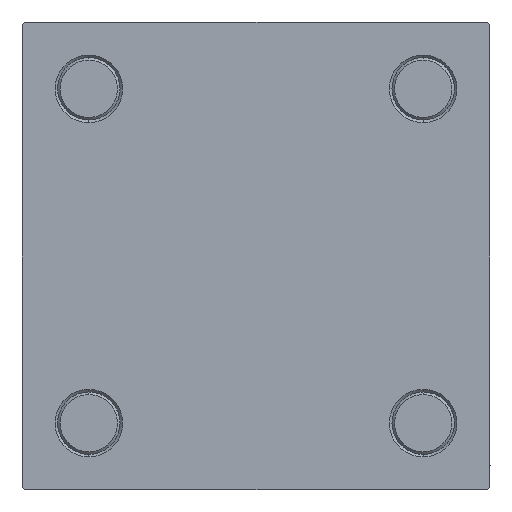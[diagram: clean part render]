
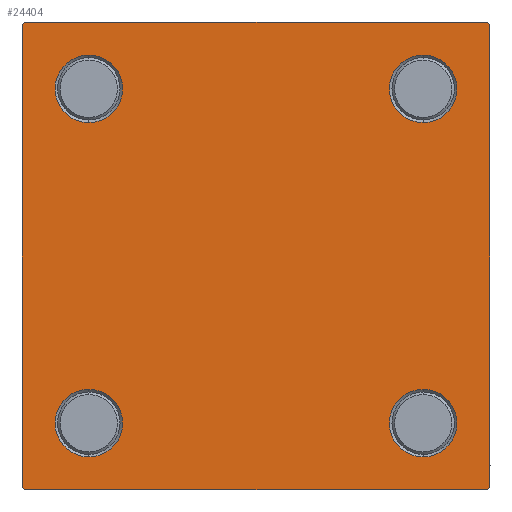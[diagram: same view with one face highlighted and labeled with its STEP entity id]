
A CAD part, left-side view. The second image highlights one B-rep face of the part: STEP entity #24404.
In plain terms, the highlighted planar face has unit normal (-1, 0, 0).
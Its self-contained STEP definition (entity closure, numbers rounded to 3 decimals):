
#83 = LINE ( 'NONE', #45333, #3336 ) ;
#903 = VERTEX_POINT ( 'NONE', #38705 ) ;
#1120 = CARTESIAN_POINT ( 'NONE',  ( 0., -44.5, 45. ) ) ;
#1185 = LINE ( 'NONE', #11558, #24676 ) ;
#2202 = DIRECTION ( 'NONE',  ( 0., 0., 1. ) ) ;
#2566 = DIRECTION ( 'NONE',  ( 1., 0., 0. ) ) ;
#3336 = VECTOR ( 'NONE', #10904, 1000. ) ;
#3337 = VERTEX_POINT ( 'NONE', #38591 ) ;
#3615 = VERTEX_POINT ( 'NONE', #39963 ) ;
#3757 = EDGE_CURVE ( 'NONE', #34649, #17782, #38875, .T. ) ;
#4050 = ORIENTED_EDGE ( 'NONE', *, *, #32967, .T. ) ;
#4168 = FACE_BOUND ( 'NONE', #35079, .T. ) ;
#4479 = CARTESIAN_POINT ( 'NONE',  ( 0., 45., 45. ) ) ;
#4899 = EDGE_CURVE ( 'NONE', #3615, #3337, #30611, .T. ) ;
#5435 = AXIS2_PLACEMENT_3D ( 'NONE', #16694, #12689, #43346 ) ;
#6390 = EDGE_CURVE ( 'NONE', #3337, #42692, #8349, .T. ) ;
#6733 = DIRECTION ( 'NONE',  ( 0., 0., 1. ) ) ;
#6896 = EDGE_CURVE ( 'NONE', #28779, #38180, #6903, .T. ) ;
#6903 = CIRCLE ( 'NONE', #27768, 6.5 ) ;
#7182 = CARTESIAN_POINT ( 'NONE',  ( 0., 32.15, -32.15 ) ) ;
#7480 = CARTESIAN_POINT ( 'NONE',  ( 0., -32.15, 32.15 ) ) ;
#7936 = FACE_BOUND ( 'NONE', #30150, .T. ) ;
#8135 = CARTESIAN_POINT ( 'NONE',  ( 0., 44.5, 45. ) ) ;
#8349 = LINE ( 'NONE', #24416, #18902 ) ;
#8439 = FACE_BOUND ( 'NONE', #36924, .T. ) ;
#8993 = LINE ( 'NONE', #4479, #9554 ) ;
#9149 = AXIS2_PLACEMENT_3D ( 'NONE', #48713, #49449, #6733 ) ;
#9554 = VECTOR ( 'NONE', #31847, 1000. ) ;
#9748 = DIRECTION ( 'NONE',  ( 0., -0.707, -0.707 ) ) ;
#9752 = CARTESIAN_POINT ( 'NONE',  ( 0., 32.15, 32.15 ) ) ;
#9864 = CIRCLE ( 'NONE', #19490, 6.5 ) ;
#10311 = CARTESIAN_POINT ( 'NONE',  ( 0., -32.15, -25.65 ) ) ;
#10559 = CARTESIAN_POINT ( 'NONE',  ( 0., -45., -44.5 ) ) ;
#10904 = DIRECTION ( 'NONE',  ( 0., 0.707, -0.707 ) ) ;
#11558 = CARTESIAN_POINT ( 'NONE',  ( 0., -44.75, 44.75 ) ) ;
#12058 = ORIENTED_EDGE ( 'NONE', *, *, #40798, .T. ) ;
#12689 = DIRECTION ( 'NONE',  ( 1., 0., 0. ) ) ;
#13687 = CARTESIAN_POINT ( 'NONE',  ( 0., -32.15, -38.65 ) ) ;
#14764 = DIRECTION ( 'NONE',  ( 0., 0., 1. ) ) ;
#14847 = VECTOR ( 'NONE', #49241, 1000. ) ;
#15718 = CARTESIAN_POINT ( 'NONE',  ( 0., 45., 44.5 ) ) ;
#16123 = VECTOR ( 'NONE', #9748, 1000. ) ;
#16565 = CIRCLE ( 'NONE', #33437, 6.5 ) ;
#16694 = CARTESIAN_POINT ( 'NONE',  ( 0., -32.15, -32.15 ) ) ;
#17603 = AXIS2_PLACEMENT_3D ( 'NONE', #27517, #19481, #34801 ) ;
#17782 = VERTEX_POINT ( 'NONE', #10311 ) ;
#18049 = EDGE_CURVE ( 'NONE', #28799, #903, #16565, .T. ) ;
#18902 = VECTOR ( 'NONE', #39733, 1000. ) ;
#19074 = DIRECTION ( 'NONE',  ( 1., 0., 0. ) ) ;
#19481 = DIRECTION ( 'NONE',  ( -1., 0., 0. ) ) ;
#19490 = AXIS2_PLACEMENT_3D ( 'NONE', #48144, #33528, #25491 ) ;
#19548 = VERTEX_POINT ( 'NONE', #1120 ) ;
#19645 = ORIENTED_EDGE ( 'NONE', *, *, #20196, .T. ) ;
#20196 = EDGE_CURVE ( 'NONE', #48573, #19548, #1185, .T. ) ;
#20463 = CARTESIAN_POINT ( 'NONE',  ( 0., 32.15, -38.65 ) ) ;
#20533 = EDGE_CURVE ( 'NONE', #17782, #34649, #35105, .T. ) ;
#21819 = ORIENTED_EDGE ( 'NONE', *, *, #24058, .F. ) ;
#21828 = EDGE_LOOP ( 'NONE', ( #12058, #33179, #42972, #28146, #47486, #19645, #21819, #42417 ) ) ;
#21901 = DIRECTION ( 'NONE',  ( 0., 0., 1. ) ) ;
#22002 = VERTEX_POINT ( 'NONE', #48674 ) ;
#22601 = DIRECTION ( 'NONE',  ( 0., 0., 1. ) ) ;
#22869 = EDGE_CURVE ( 'NONE', #48573, #42692, #27129, .T. ) ;
#23756 = PLANE ( 'NONE',  #17603 ) ;
#24058 = EDGE_CURVE ( 'NONE', #44383, #19548, #8993, .T. ) ;
#24169 = CIRCLE ( 'NONE', #25778, 6.5 ) ;
#24404 = ADVANCED_FACE ( 'NONE', ( #46894, #4168, #8439, #7936, #38576 ), #23756, .T. ) ;
#24416 = CARTESIAN_POINT ( 'NONE',  ( 0., -44.75, -44.75 ) ) ;
#24448 = EDGE_CURVE ( 'NONE', #22002, #39292, #26430, .T. ) ;
#24676 = VECTOR ( 'NONE', #43646, 1000. ) ;
#24819 = AXIS2_PLACEMENT_3D ( 'NONE', #28523, #2566, #21901 ) ;
#25491 = DIRECTION ( 'NONE',  ( 0., 0., 1. ) ) ;
#25552 = LINE ( 'NONE', #44180, #16123 ) ;
#25622 = ORIENTED_EDGE ( 'NONE', *, *, #6896, .T. ) ;
#25778 = AXIS2_PLACEMENT_3D ( 'NONE', #7182, #45631, #46118 ) ;
#26134 = ORIENTED_EDGE ( 'NONE', *, *, #24448, .T. ) ;
#26387 = ORIENTED_EDGE ( 'NONE', *, *, #18049, .T. ) ;
#26430 = CIRCLE ( 'NONE', #24819, 6.5 ) ;
#27129 = LINE ( 'NONE', #34663, #27982 ) ;
#27517 = CARTESIAN_POINT ( 'NONE',  ( 0., 0., 0. ) ) ;
#27768 = AXIS2_PLACEMENT_3D ( 'NONE', #7480, #49219, #14764 ) ;
#27982 = VECTOR ( 'NONE', #30901, 1000. ) ;
#28031 = CARTESIAN_POINT ( 'NONE',  ( 0., -32.15, 38.65 ) ) ;
#28146 = ORIENTED_EDGE ( 'NONE', *, *, #6390, .T. ) ;
#28523 = CARTESIAN_POINT ( 'NONE',  ( 0., 32.15, -32.15 ) ) ;
#28611 = VERTEX_POINT ( 'NONE', #15718 ) ;
#28779 = VERTEX_POINT ( 'NONE', #28031 ) ;
#28799 = VERTEX_POINT ( 'NONE', #39828 ) ;
#29235 = ORIENTED_EDGE ( 'NONE', *, *, #37398, .T. ) ;
#29969 = CIRCLE ( 'NONE', #9149, 6.5 ) ;
#30150 = EDGE_LOOP ( 'NONE', ( #26387, #43766 ) ) ;
#30171 = EDGE_LOOP ( 'NONE', ( #25622, #29235 ) ) ;
#30373 = CARTESIAN_POINT ( 'NONE',  ( 0., 45., -45. ) ) ;
#30611 = LINE ( 'NONE', #30373, #14847 ) ;
#30901 = DIRECTION ( 'NONE',  ( 0., 0., -1. ) ) ;
#31369 = VERTEX_POINT ( 'NONE', #38941 ) ;
#31650 = ORIENTED_EDGE ( 'NONE', *, *, #3757, .T. ) ;
#31847 = DIRECTION ( 'NONE',  ( 0., -1., 0. ) ) ;
#32099 = CARTESIAN_POINT ( 'NONE',  ( 0., 45., 45. ) ) ;
#32509 = EDGE_CURVE ( 'NONE', #31369, #3615, #25552, .T. ) ;
#32592 = DIRECTION ( 'NONE',  ( 0., 0., -1. ) ) ;
#32967 = EDGE_CURVE ( 'NONE', #39292, #22002, #24169, .T. ) ;
#33179 = ORIENTED_EDGE ( 'NONE', *, *, #32509, .T. ) ;
#33437 = AXIS2_PLACEMENT_3D ( 'NONE', #9752, #40382, #2202 ) ;
#33528 = DIRECTION ( 'NONE',  ( 1., 0., 0. ) ) ;
#33968 = EDGE_CURVE ( 'NONE', #44383, #28611, #83, .T. ) ;
#34649 = VERTEX_POINT ( 'NONE', #13687 ) ;
#34663 = CARTESIAN_POINT ( 'NONE',  ( 0., -45., 45. ) ) ;
#34801 = DIRECTION ( 'NONE',  ( 0., 0., 1. ) ) ;
#35079 = EDGE_LOOP ( 'NONE', ( #45560, #31650 ) ) ;
#35105 = CIRCLE ( 'NONE', #5435, 6.5 ) ;
#36924 = EDGE_LOOP ( 'NONE', ( #26134, #4050 ) ) ;
#37255 = VECTOR ( 'NONE', #32592, 1000. ) ;
#37398 = EDGE_CURVE ( 'NONE', #38180, #28779, #9864, .T. ) ;
#38180 = VERTEX_POINT ( 'NONE', #42884 ) ;
#38576 = FACE_OUTER_BOUND ( 'NONE', #21828, .T. ) ;
#38591 = CARTESIAN_POINT ( 'NONE',  ( 0., -44.5, -45. ) ) ;
#38705 = CARTESIAN_POINT ( 'NONE',  ( 0., 32.15, 25.65 ) ) ;
#38875 = CIRCLE ( 'NONE', #42116, 6.5 ) ;
#38941 = CARTESIAN_POINT ( 'NONE',  ( 0., 45., -44.5 ) ) ;
#39292 = VERTEX_POINT ( 'NONE', #20463 ) ;
#39733 = DIRECTION ( 'NONE',  ( 0., -0.707, 0.707 ) ) ;
#39828 = CARTESIAN_POINT ( 'NONE',  ( 0., 32.15, 38.65 ) ) ;
#39963 = CARTESIAN_POINT ( 'NONE',  ( 0., 44.5, -45. ) ) ;
#40382 = DIRECTION ( 'NONE',  ( 1., 0., 0. ) ) ;
#40641 = CARTESIAN_POINT ( 'NONE',  ( 0., -45., 44.5 ) ) ;
#40798 = EDGE_CURVE ( 'NONE', #28611, #31369, #46949, .T. ) ;
#42116 = AXIS2_PLACEMENT_3D ( 'NONE', #42193, #19074, #22601 ) ;
#42193 = CARTESIAN_POINT ( 'NONE',  ( 0., -32.15, -32.15 ) ) ;
#42417 = ORIENTED_EDGE ( 'NONE', *, *, #33968, .T. ) ;
#42692 = VERTEX_POINT ( 'NONE', #10559 ) ;
#42884 = CARTESIAN_POINT ( 'NONE',  ( 0., -32.15, 25.65 ) ) ;
#42972 = ORIENTED_EDGE ( 'NONE', *, *, #4899, .T. ) ;
#43232 = EDGE_CURVE ( 'NONE', #903, #28799, #29969, .T. ) ;
#43346 = DIRECTION ( 'NONE',  ( 0., 0., 1. ) ) ;
#43646 = DIRECTION ( 'NONE',  ( 0., 0.707, 0.707 ) ) ;
#43766 = ORIENTED_EDGE ( 'NONE', *, *, #43232, .T. ) ;
#44180 = CARTESIAN_POINT ( 'NONE',  ( 0., 44.75, -44.75 ) ) ;
#44383 = VERTEX_POINT ( 'NONE', #8135 ) ;
#45333 = CARTESIAN_POINT ( 'NONE',  ( 0., 44.75, 44.75 ) ) ;
#45560 = ORIENTED_EDGE ( 'NONE', *, *, #20533, .T. ) ;
#45631 = DIRECTION ( 'NONE',  ( 1., 0., 0. ) ) ;
#46118 = DIRECTION ( 'NONE',  ( 0., 0., 1. ) ) ;
#46894 = FACE_BOUND ( 'NONE', #30171, .T. ) ;
#46949 = LINE ( 'NONE', #32099, #37255 ) ;
#47486 = ORIENTED_EDGE ( 'NONE', *, *, #22869, .F. ) ;
#48144 = CARTESIAN_POINT ( 'NONE',  ( 0., -32.15, 32.15 ) ) ;
#48573 = VERTEX_POINT ( 'NONE', #40641 ) ;
#48674 = CARTESIAN_POINT ( 'NONE',  ( 0., 32.15, -25.65 ) ) ;
#48713 = CARTESIAN_POINT ( 'NONE',  ( 0., 32.15, 32.15 ) ) ;
#49219 = DIRECTION ( 'NONE',  ( 1., 0., 0. ) ) ;
#49241 = DIRECTION ( 'NONE',  ( 0., -1., 0. ) ) ;
#49449 = DIRECTION ( 'NONE',  ( 1., 0., 0. ) ) ;
